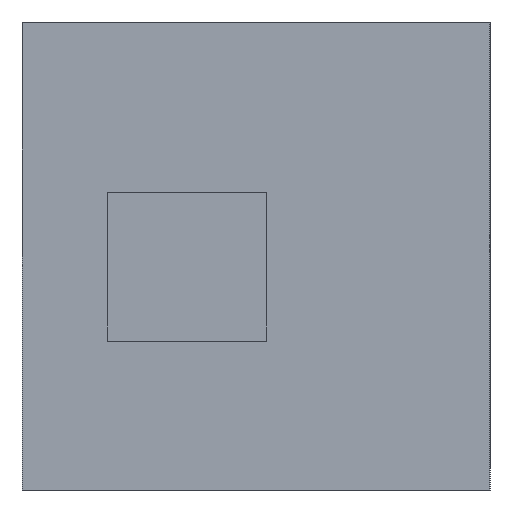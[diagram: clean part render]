
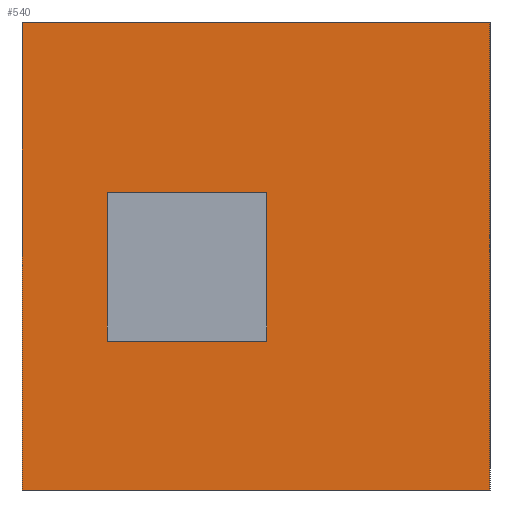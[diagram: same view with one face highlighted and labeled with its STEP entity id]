
A CAD part, left-side view. The second image highlights one B-rep face of the part: STEP entity #540.
In plain terms, the highlighted planar face has unit normal (-1, 0, 0).
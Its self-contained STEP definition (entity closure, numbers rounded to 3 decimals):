
#19=FACE_BOUND('',#69,.T.);
#36=FACE_OUTER_BOUND('',#68,.T.);
#68=EDGE_LOOP('',(#413,#414,#415,#416));
#69=EDGE_LOOP('',(#417,#418,#419,#420));
#101=LINE('',#752,#173);
#105=LINE('',#760,#177);
#108=LINE('',#766,#180);
#111=LINE('',#771,#183);
#125=LINE('',#801,#197);
#126=LINE('',#803,#198);
#127=LINE('',#805,#199);
#128=LINE('',#806,#200);
#173=VECTOR('',#614,10.);
#177=VECTOR('',#620,10.);
#180=VECTOR('',#625,10.);
#183=VECTOR('',#630,10.);
#197=VECTOR('',#656,10.);
#198=VECTOR('',#657,10.);
#199=VECTOR('',#658,10.);
#200=VECTOR('',#659,10.);
#241=VERTEX_POINT('',#750);
#242=VERTEX_POINT('',#751);
#245=VERTEX_POINT('',#759);
#247=VERTEX_POINT('',#765);
#257=VERTEX_POINT('',#799);
#258=VERTEX_POINT('',#800);
#259=VERTEX_POINT('',#802);
#260=VERTEX_POINT('',#804);
#293=EDGE_CURVE('',#241,#242,#101,.T.);
#297=EDGE_CURVE('',#245,#241,#105,.T.);
#300=EDGE_CURVE('',#247,#245,#108,.T.);
#303=EDGE_CURVE('',#242,#247,#111,.T.);
#317=EDGE_CURVE('',#257,#258,#125,.T.);
#318=EDGE_CURVE('',#257,#259,#126,.T.);
#319=EDGE_CURVE('',#260,#259,#127,.F.);
#320=EDGE_CURVE('',#258,#260,#128,.F.);
#413=ORIENTED_EDGE('',*,*,#317,.F.);
#414=ORIENTED_EDGE('',*,*,#318,.T.);
#415=ORIENTED_EDGE('',*,*,#319,.F.);
#416=ORIENTED_EDGE('',*,*,#320,.F.);
#417=ORIENTED_EDGE('',*,*,#293,.T.);
#418=ORIENTED_EDGE('',*,*,#303,.T.);
#419=ORIENTED_EDGE('',*,*,#300,.T.);
#420=ORIENTED_EDGE('',*,*,#297,.T.);
#510=PLANE('',#573);
#540=ADVANCED_FACE('',(#36,#19),#510,.T.);
#573=AXIS2_PLACEMENT_3D('',#798,#654,#655);
#614=DIRECTION('',(0.,-1.,0.));
#620=DIRECTION('',(0.,0.,1.));
#625=DIRECTION('',(0.,1.,0.));
#630=DIRECTION('',(0.,0.,-1.));
#654=DIRECTION('center_axis',(-1.,0.,0.));
#655=DIRECTION('ref_axis',(0.,0.,1.));
#656=DIRECTION('',(0.,0.,-1.));
#657=DIRECTION('',(0.,1.,0.));
#658=DIRECTION('',(0.,0.,-1.));
#659=DIRECTION('',(0.,-1.,0.));
#750=CARTESIAN_POINT('',(-26.,18.,-12.));
#751=CARTESIAN_POINT('',(-26.,10.5,-12.));
#752=CARTESIAN_POINT('',(-26.,9.,-12.));
#759=CARTESIAN_POINT('',(-26.,18.,-19.));
#760=CARTESIAN_POINT('',(-26.,18.,-22.));
#765=CARTESIAN_POINT('',(-26.,10.5,-19.));
#766=CARTESIAN_POINT('',(-26.,5.25,-19.));
#771=CARTESIAN_POINT('',(-26.,10.5,-18.5));
#798=CARTESIAN_POINT('Origin',(-26.,0.,-25.));
#799=CARTESIAN_POINT('',(-26.,0.,-4.));
#800=CARTESIAN_POINT('',(-26.,0.,-26.));
#801=CARTESIAN_POINT('',(-26.,0.,-20.));
#802=CARTESIAN_POINT('',(-26.,22.,-4.));
#803=CARTESIAN_POINT('',(-26.,0.,-4.));
#804=CARTESIAN_POINT('',(-26.,22.,-26.));
#805=CARTESIAN_POINT('',(-26.,22.,-20.));
#806=CARTESIAN_POINT('',(-26.,0.,-26.));
